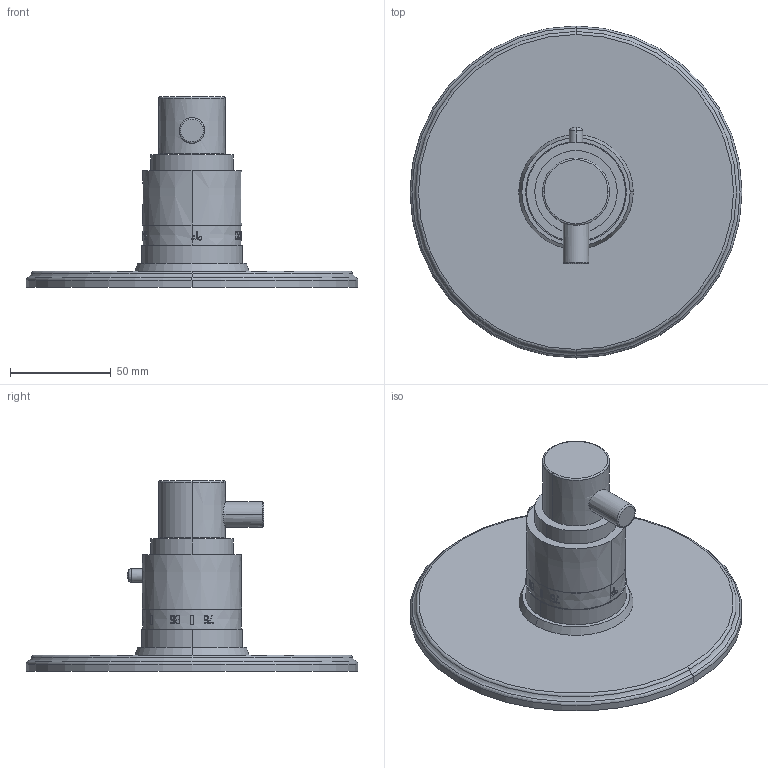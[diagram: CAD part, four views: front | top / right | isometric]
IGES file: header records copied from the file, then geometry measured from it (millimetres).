
Start section:  PTC IGES file: 3-1504tr.igs
Global section: file name: 3-1504tr.igs; native system: Creo Parametric by PTC Inc.; preprocessor: 2018400; author: jinson.thomas; organization: Unknown; date: 20201202.150033; units: inch
Bounding box: 165.1 x 165.1 x 94.73 mm (x, y, z)
Volume: 301744.1 mm3; surface area: 60214.1 mm2
Topology: 1 solids, 2 shells, 408 faces, 1118 edges, 735 vertices
Faces by surface type: bspline 338, revolution 70
